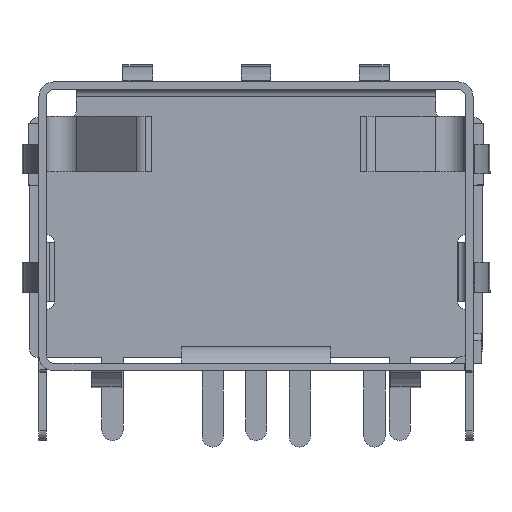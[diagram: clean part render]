
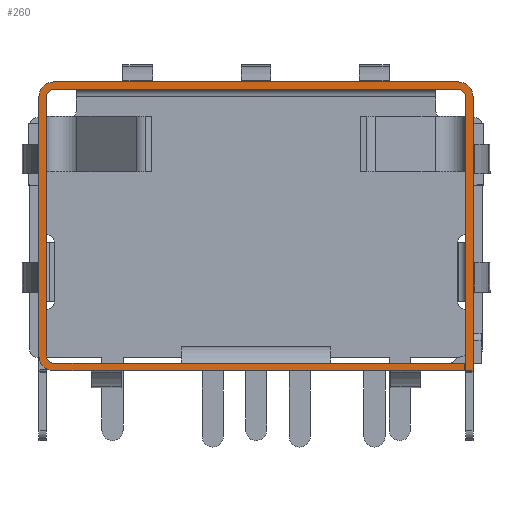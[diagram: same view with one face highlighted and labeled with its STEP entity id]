
A CAD part, left-side view. The second image highlights one B-rep face of the part: STEP entity #260.
In plain terms, the highlighted planar face has unit normal (-1, 0, 0).
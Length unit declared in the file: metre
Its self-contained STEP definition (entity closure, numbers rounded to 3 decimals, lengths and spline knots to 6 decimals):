
#260 = ADVANCED_FACE( '', ( #998 ), #999, .F. );
#998 = FACE_OUTER_BOUND( '', #2024, .T. );
#999 = PLANE( '', #2025 );
#2024 = EDGE_LOOP( '', ( #4622, #4623, #4624, #4625, #4626, #4627, #4628, #4629, #4630, #4631, #4632, #4633, #4634, #4635, #4636, #4637 ) );
#2025 = AXIS2_PLACEMENT_3D( '', #4638, #4639, #4640 );
#4622 = ORIENTED_EDGE( '', *, *, #7456, .T. );
#4623 = ORIENTED_EDGE( '', *, *, #7786, .F. );
#4624 = ORIENTED_EDGE( '', *, *, #7143, .T. );
#4625 = ORIENTED_EDGE( '', *, *, #7808, .T. );
#4626 = ORIENTED_EDGE( '', *, *, #7809, .T. );
#4627 = ORIENTED_EDGE( '', *, *, #7810, .T. );
#4628 = ORIENTED_EDGE( '', *, *, #7002, .T. );
#4629 = ORIENTED_EDGE( '', *, *, #7617, .T. );
#4630 = ORIENTED_EDGE( '', *, *, #7643, .F. );
#4631 = ORIENTED_EDGE( '', *, *, #7811, .T. );
#4632 = ORIENTED_EDGE( '', *, *, #6850, .T. );
#4633 = ORIENTED_EDGE( '', *, *, #7812, .T. );
#4634 = ORIENTED_EDGE( '', *, *, #7484, .T. );
#4635 = ORIENTED_EDGE( '', *, *, #7382, .T. );
#4636 = ORIENTED_EDGE( '', *, *, #7813, .F. );
#4637 = ORIENTED_EDGE( '', *, *, #7170, .T. );
#4638 = CARTESIAN_POINT( '', ( -0.024498, 0.00675, -0.003332 ) );
#4639 = DIRECTION( '', ( 1., 0., 0. ) );
#4640 = DIRECTION( '', ( 0., 1., 0. ) );
#6850 = EDGE_CURVE( '', #8299, #8297, #8300, .T. );
#7002 = EDGE_CURVE( '', #8582, #8580, #8583, .T. );
#7143 = EDGE_CURVE( '', #8807, #8849, #8851, .T. );
#7170 = EDGE_CURVE( '', #8903, #8901, #8904, .T. );
#7382 = EDGE_CURVE( '', #9268, #9266, #9269, .T. );
#7456 = EDGE_CURVE( '', #8901, #9383, #9385, .T. );
#7484 = EDGE_CURVE( '', #9433, #9268, #9434, .T. );
#7617 = EDGE_CURVE( '', #8580, #9659, #9661, .T. );
#7643 = EDGE_CURVE( '', #9699, #9659, #9701, .T. );
#7786 = EDGE_CURVE( '', #8807, #9383, #9933, .T. );
#7808 = EDGE_CURVE( '', #8849, #9965, #9966, .T. );
#7809 = EDGE_CURVE( '', #9965, #9967, #9968, .T. );
#7810 = EDGE_CURVE( '', #9967, #8582, #9969, .T. );
#7811 = EDGE_CURVE( '', #9699, #8299, #9970, .T. );
#7812 = EDGE_CURVE( '', #8297, #9433, #9971, .T. );
#7813 = EDGE_CURVE( '', #8903, #9266, #9972, .T. );
#8297 = VERTEX_POINT( '', #10628 );
#8299 = VERTEX_POINT( '', #10631 );
#8300 = LINE( '', #10632, #10633 );
#8580 = VERTEX_POINT( '', #11097 );
#8582 = VERTEX_POINT( '', #11100 );
#8583 = LINE( '', #11101, #11102 );
#8807 = VERTEX_POINT( '', #11420 );
#8849 = VERTEX_POINT( '', #11486 );
#8851 = LINE( '', #11489, #11490 );
#8901 = VERTEX_POINT( '', #11557 );
#8903 = VERTEX_POINT( '', #11560 );
#8904 = CIRCLE( '', #11561, 0.0005 );
#9266 = VERTEX_POINT( '', #12168 );
#9268 = VERTEX_POINT( '', #12171 );
#9269 = CIRCLE( '', #12172, 0.0005 );
#9383 = VERTEX_POINT( '', #12346 );
#9385 = LINE( '', #12349, #12350 );
#9433 = VERTEX_POINT( '', #12422 );
#9434 = LINE( '', #12423, #12424 );
#9659 = VERTEX_POINT( '', #12731 );
#9661 = CIRCLE( '', #12734, 0.00025 );
#9699 = VERTEX_POINT( '', #12790 );
#9701 = LINE( '', #12793, #12794 );
#9933 = LINE( '', #13117, #13118 );
#9965 = VERTEX_POINT( '', #13162 );
#9966 = CIRCLE( '', #13163, 0.00025 );
#9967 = VERTEX_POINT( '', #13164 );
#9968 = LINE( '', #13165, #13166 );
#9969 = CIRCLE( '', #13167, 0.00025 );
#9970 = LINE( '', #13168, #13169 );
#9971 = CIRCLE( '', #13170, 0.0005 );
#9972 = LINE( '', #13171, #13172 );
#10628 = CARTESIAN_POINT( '', ( -0.024498, -0.00725, 0.005318 ) );
#10631 = CARTESIAN_POINT( '', ( -0.024498, -0.00725, -0.003832 ) );
#10632 = CARTESIAN_POINT( '', ( -0.024498, -0.00725, -0.003832 ) );
#10633 = VECTOR( '', #14080, 1. );
#11097 = CARTESIAN_POINT( '', ( -0.024498, -0.00675, 0.005568 ) );
#11100 = CARTESIAN_POINT( '', ( -0.024498, 0.00675, 0.005568 ) );
#11101 = CARTESIAN_POINT( '', ( -0.024498, 0.00675, 0.005568 ) );
#11102 = VECTOR( '', #14249, 1. );
#11420 = CARTESIAN_POINT( '', ( -0.024498, -0.00698, -0.003582 ) );
#11486 = CARTESIAN_POINT( '', ( -0.024498, 0.00675, -0.003582 ) );
#11489 = CARTESIAN_POINT( '', ( -0.024498, -0.00698, -0.003582 ) );
#11490 = VECTOR( '', #14450, 1. );
#11557 = CARTESIAN_POINT( '', ( -0.024498, 0.00675, -0.003832 ) );
#11560 = CARTESIAN_POINT( '', ( -0.024498, 0.00725, -0.003332 ) );
#11561 = AXIS2_PLACEMENT_3D( '', #14496, #14497, #14498 );
#12168 = CARTESIAN_POINT( '', ( -0.024498, 0.00725, 0.005318 ) );
#12171 = CARTESIAN_POINT( '', ( -0.024498, 0.00675, 0.005818 ) );
#12172 = AXIS2_PLACEMENT_3D( '', #14772, #14773, #14774 );
#12346 = CARTESIAN_POINT( '', ( -0.024498, -0.00698, -0.003832 ) );
#12349 = CARTESIAN_POINT( '', ( -0.024498, 0.00675, -0.003832 ) );
#12350 = VECTOR( '', #14875, 1. );
#12422 = CARTESIAN_POINT( '', ( -0.024498, -0.00675, 0.005818 ) );
#12423 = CARTESIAN_POINT( '', ( -0.024498, -0.00675, 0.005818 ) );
#12424 = VECTOR( '', #14909, 1. );
#12731 = CARTESIAN_POINT( '', ( -0.024498, -0.007, 0.005318 ) );
#12734 = AXIS2_PLACEMENT_3D( '', #15154, #15155, #15156 );
#12790 = CARTESIAN_POINT( '', ( -0.024498, -0.007, -0.003832 ) );
#12793 = CARTESIAN_POINT( '', ( -0.024498, -0.007, -0.003832 ) );
#12794 = VECTOR( '', #15194, 1. );
#13117 = CARTESIAN_POINT( '', ( -0.024498, -0.00698, -0.003582 ) );
#13118 = VECTOR( '', #15456, 1. );
#13162 = CARTESIAN_POINT( '', ( -0.024498, 0.007, -0.003332 ) );
#13163 = AXIS2_PLACEMENT_3D( '', #15496, #15497, #15498 );
#13164 = CARTESIAN_POINT( '', ( -0.024498, 0.007, 0.005318 ) );
#13165 = CARTESIAN_POINT( '', ( -0.024498, 0.007, -0.003332 ) );
#13166 = VECTOR( '', #15499, 1. );
#13167 = AXIS2_PLACEMENT_3D( '', #15500, #15501, #15502 );
#13168 = CARTESIAN_POINT( '', ( -0.024498, -0.007, -0.003832 ) );
#13169 = VECTOR( '', #15503, 1. );
#13170 = AXIS2_PLACEMENT_3D( '', #15504, #15505, #15506 );
#13171 = CARTESIAN_POINT( '', ( -0.024498, 0.00725, -0.003332 ) );
#13172 = VECTOR( '', #15507, 1. );
#14080 = DIRECTION( '', ( 0., 0., 1. ) );
#14249 = DIRECTION( '', ( 0., -1., 0. ) );
#14450 = DIRECTION( '', ( 0., 1., 0. ) );
#14496 = CARTESIAN_POINT( '', ( -0.024498, 0.00675, -0.003332 ) );
#14497 = DIRECTION( '', ( -1., 0., 0. ) );
#14498 = DIRECTION( '', ( 0., 1., 0. ) );
#14772 = CARTESIAN_POINT( '', ( -0.024498, 0.00675, 0.005318 ) );
#14773 = DIRECTION( '', ( -1., 0., 0. ) );
#14774 = DIRECTION( '', ( 0., 0., 1. ) );
#14875 = DIRECTION( '', ( 0., -1., 0. ) );
#14909 = DIRECTION( '', ( 0., 1., 0. ) );
#15154 = CARTESIAN_POINT( '', ( -0.024498, -0.00675, 0.005318 ) );
#15155 = DIRECTION( '', ( 1., 0., 0. ) );
#15156 = DIRECTION( '', ( 0., 0., 1. ) );
#15194 = DIRECTION( '', ( 0., 0., 1. ) );
#15456 = DIRECTION( '', ( 0., 0., -1. ) );
#15496 = CARTESIAN_POINT( '', ( -0.024498, 0.00675, -0.003332 ) );
#15497 = DIRECTION( '', ( 1., 0., 0. ) );
#15498 = DIRECTION( '', ( 0., 0., -1. ) );
#15499 = DIRECTION( '', ( 0., 0., 1. ) );
#15500 = CARTESIAN_POINT( '', ( -0.024498, 0.00675, 0.005318 ) );
#15501 = DIRECTION( '', ( 1., 0., 0. ) );
#15502 = DIRECTION( '', ( 0., 1., 0. ) );
#15503 = DIRECTION( '', ( 0., -1., 0. ) );
#15504 = CARTESIAN_POINT( '', ( -0.024498, -0.00675, 0.005318 ) );
#15505 = DIRECTION( '', ( -1., 0., 0. ) );
#15506 = DIRECTION( '', ( 0., -1., 0. ) );
#15507 = DIRECTION( '', ( 0., 0., 1. ) );
